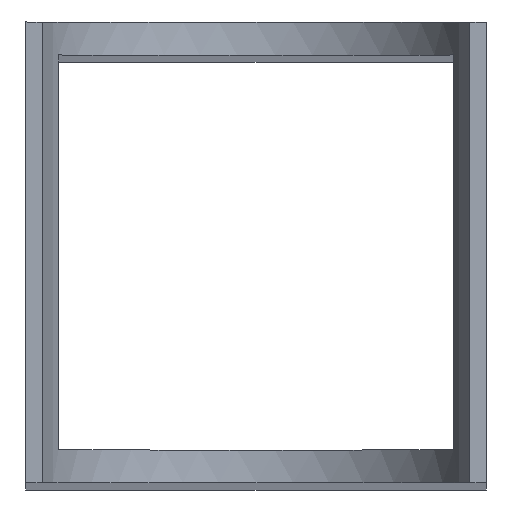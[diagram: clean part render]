
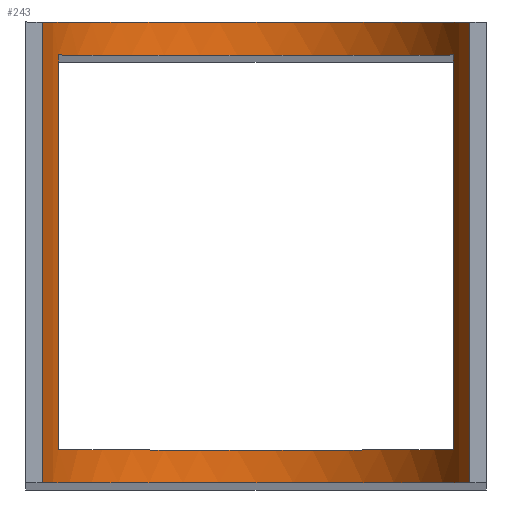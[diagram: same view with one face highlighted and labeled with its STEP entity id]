
A CAD part, top view. The second image highlights one B-rep face of the part: STEP entity #243.
In plain terms, the highlighted cylindrical face has radius 21.082 mm (diameter 42.164 mm), a partial arc.
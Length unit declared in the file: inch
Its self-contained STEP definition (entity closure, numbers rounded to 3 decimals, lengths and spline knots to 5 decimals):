
#14=CYLINDRICAL_SURFACE('',#279,0.83);
#15=CIRCLE('',#268,0.83);
#16=CIRCLE('',#271,0.83);
#17=CIRCLE('',#274,0.83);
#18=CIRCLE('',#277,0.83);
#20=FACE_BOUND('',#45,.T.);
#31=FACE_OUTER_BOUND('',#44,.T.);
#44=EDGE_LOOP('',(#197,#198,#199,#200));
#45=EDGE_LOOP('',(#201,#202,#203,#204));
#61=LINE('',#375,#87);
#65=LINE('',#386,#91);
#69=LINE('',#395,#95);
#72=LINE('',#402,#98);
#87=VECTOR('',#307,39.37008);
#91=VECTOR('',#317,39.37008);
#95=VECTOR('',#327,39.37008);
#98=VECTOR('',#338,39.37008);
#110=VERTEX_POINT('',#368);
#111=VERTEX_POINT('',#370);
#112=VERTEX_POINT('',#374);
#114=VERTEX_POINT('',#379);
#115=VERTEX_POINT('',#384);
#116=VERTEX_POINT('',#385);
#117=VERTEX_POINT('',#390);
#118=VERTEX_POINT('',#394);
#132=EDGE_CURVE('',#110,#111,#15,.T.);
#134=EDGE_CURVE('',#111,#112,#61,.T.);
#138=EDGE_CURVE('',#114,#112,#16,.T.);
#139=EDGE_CURVE('',#115,#116,#65,.T.);
#142=EDGE_CURVE('',#115,#117,#17,.T.);
#144=EDGE_CURVE('',#117,#118,#69,.T.);
#146=EDGE_CURVE('',#116,#118,#18,.T.);
#148=EDGE_CURVE('',#114,#110,#72,.T.);
#197=ORIENTED_EDGE('',*,*,#138,.T.);
#198=ORIENTED_EDGE('',*,*,#134,.F.);
#199=ORIENTED_EDGE('',*,*,#132,.F.);
#200=ORIENTED_EDGE('',*,*,#148,.F.);
#201=ORIENTED_EDGE('',*,*,#144,.F.);
#202=ORIENTED_EDGE('',*,*,#142,.F.);
#203=ORIENTED_EDGE('',*,*,#139,.T.);
#204=ORIENTED_EDGE('',*,*,#146,.T.);
#243=ADVANCED_FACE('',(#31,#20),#14,.F.);
#268=AXIS2_PLACEMENT_3D('',#371,#302,#303);
#271=AXIS2_PLACEMENT_3D('',#382,#313,#314);
#274=AXIS2_PLACEMENT_3D('',#391,#322,#323);
#277=AXIS2_PLACEMENT_3D('',#398,#331,#332);
#279=AXIS2_PLACEMENT_3D('',#401,#336,#337);
#302=DIRECTION('center_axis',(0.,-1.,0.));
#303=DIRECTION('ref_axis',(0.,0.,1.));
#307=DIRECTION('',(0.,-1.,0.));
#313=DIRECTION('center_axis',(0.,-1.,0.));
#314=DIRECTION('ref_axis',(0.,0.,1.));
#317=DIRECTION('',(0.,1.,0.));
#322=DIRECTION('center_axis',(0.,-1.,0.));
#323=DIRECTION('ref_axis',(0.,0.,1.));
#327=DIRECTION('',(0.,1.,0.));
#331=DIRECTION('center_axis',(0.,-1.,0.));
#332=DIRECTION('ref_axis',(0.,0.,1.));
#336=DIRECTION('center_axis',(0.,1.,0.));
#337=DIRECTION('ref_axis',(0.,0.,1.));
#338=DIRECTION('',(0.,1.,0.));
#368=CARTESIAN_POINT('',(0.0626,0.875,17.75));
#370=CARTESIAN_POINT('',(1.6874,0.875,17.75));
#371=CARTESIAN_POINT('Origin',(0.875,0.875,17.92));
#374=CARTESIAN_POINT('',(1.6874,-0.875,17.75));
#375=CARTESIAN_POINT('',(1.6874,0.,17.75));
#379=CARTESIAN_POINT('',(0.0626,-0.875,17.75));
#382=CARTESIAN_POINT('Origin',(0.875,-0.875,17.92));
#384=CARTESIAN_POINT('',(0.125,-0.75,17.56447));
#385=CARTESIAN_POINT('',(0.125,0.75,17.56447));
#386=CARTESIAN_POINT('',(0.125,-18.875,17.56447));
#390=CARTESIAN_POINT('',(1.625,-0.75,17.56447));
#391=CARTESIAN_POINT('Origin',(0.875,-0.75,17.92));
#394=CARTESIAN_POINT('',(1.625,0.75,17.56447));
#395=CARTESIAN_POINT('',(1.625,-18.875,17.56447));
#398=CARTESIAN_POINT('Origin',(0.875,0.75,17.92));
#401=CARTESIAN_POINT('Origin',(0.875,0.87508,17.92));
#402=CARTESIAN_POINT('',(0.0626,0.87508,17.75));
